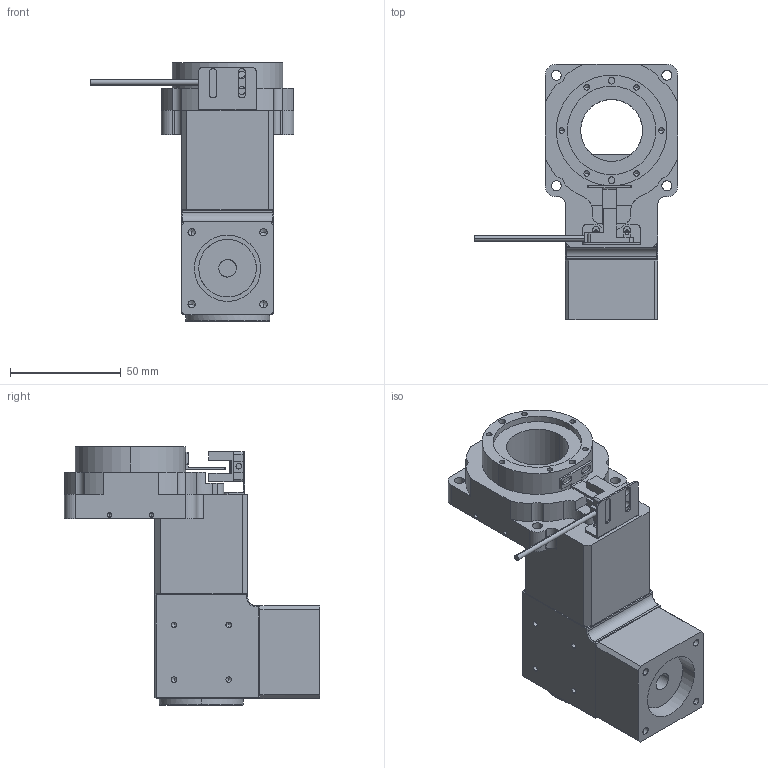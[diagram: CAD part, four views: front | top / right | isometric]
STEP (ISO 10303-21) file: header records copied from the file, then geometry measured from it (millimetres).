
FILE_DESCRIPTION (( 'STEP AP214' ), '1' );
FILE_NAME ('KTN60-15K-8-30-46-M4(+RH42).STEP', '2023-01-11T01:54:12', ( '' ), ( '' ), 'SwSTEP 2.0', 'SolidWorks 2020', '' );
FILE_SCHEMA (( 'AUTOMOTIVE_DESIGN' ));
Length unit declared in the file: millimetre
Products named in the file (6): RH42-3-P1-8-30-46-M4（出轴8）_step; 覜茼ん盓殤; 覜茼え2; KTN60-15K-8-30-46-M4(+RH42); KTN60-5K-8-30-46-M4; SX674
Assembly tree (5 placements, depth 2):
  KTN60-15K-8-30-46-M4(+RH42)
    KTN60-5K-8-30-46-M4
    覜茼ん盓殤
    SX674
    覜茼え2
    RH42-3-P1-8-30-46-M4（出轴8）_step
Bounding box: 92.19 x 115.5 x 117 mm (x, y, z)
Volume: 274640.5 mm3; surface area: 54405.9 mm2
Topology: 5 solids, 7 shells, 445 faces, 1115 edges, 669 vertices
Faces by surface type: bspline 172, cylinder 120, plane 117, cone 36
Entity records: 14184 total; most frequent: CARTESIAN_POINT 4571, ORIENTED_EDGE 2090, DIRECTION 1491, EDGE_CURVE 1045, VERTEX_POINT 669, EDGE_LOOP 534, AXIS2_PLACEMENT_3D 525, ADVANCED_FACE 445
